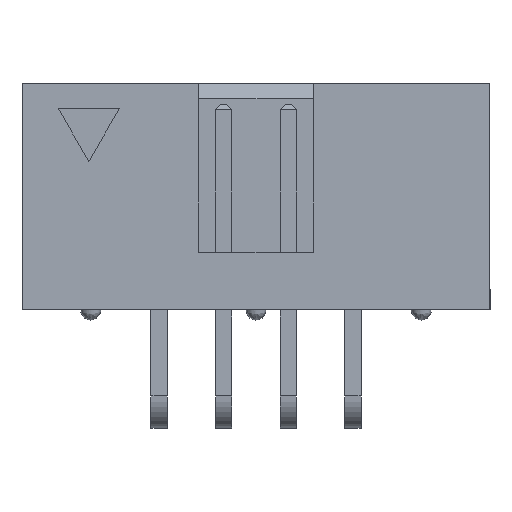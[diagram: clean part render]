
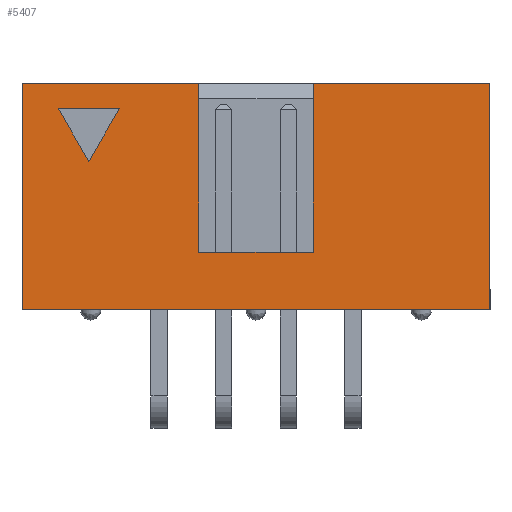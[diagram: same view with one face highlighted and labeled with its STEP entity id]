
A CAD part, front view. The second image highlights one B-rep face of the part: STEP entity #5407.
In plain terms, the highlighted planar face has unit normal (0, -1, 0).
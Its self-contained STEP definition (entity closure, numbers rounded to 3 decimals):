
#76 = CARTESIAN_POINT ( 'NONE',  ( -3.81, -2.93, 6.63 ) ) ;
#346 = ORIENTED_EDGE ( 'NONE', *, *, #5047, .F. ) ;
#353 = PLANE ( 'NONE',  #8298 ) ;
#381 = VERTEX_POINT ( 'NONE', #6707 ) ;
#390 = LINE ( 'NONE', #5799, #5337 ) ;
#448 = VERTEX_POINT ( 'NONE', #7001 ) ;
#482 = ORIENTED_EDGE ( 'NONE', *, *, #5761, .T. ) ;
#511 = EDGE_CURVE ( 'NONE', #5145, #915, #4123, .T. ) ;
#662 = VERTEX_POINT ( 'NONE', #3619 ) ;
#915 = VERTEX_POINT ( 'NONE', #5864 ) ;
#1062 = LINE ( 'NONE', #76, #9741 ) ;
#1099 = FACE_BOUND ( 'NONE', #2103, .T. ) ;
#1105 = ORIENTED_EDGE ( 'NONE', *, *, #3858, .T. ) ;
#1337 = LINE ( 'NONE', #2930, #2989 ) ;
#1354 = DIRECTION ( 'NONE',  ( 0., 0., -1. ) ) ;
#1492 = DIRECTION ( 'NONE',  ( 0., 0., -1. ) ) ;
#1592 = VECTOR ( 'NONE', #8875, 1000. ) ;
#1602 = VECTOR ( 'NONE', #1773, 1000. ) ;
#1614 = DIRECTION ( 'NONE',  ( 1., 0., 0. ) ) ;
#1773 = DIRECTION ( 'NONE',  ( 0., 0., -1. ) ) ;
#2058 = ORIENTED_EDGE ( 'NONE', *, *, #3130, .T. ) ;
#2103 = EDGE_LOOP ( 'NONE', ( #8957, #5935, #2058 ) ) ;
#2119 = VECTOR ( 'NONE', #5141, 1000. ) ;
#2209 = EDGE_LOOP ( 'NONE', ( #482, #4490, #1105, #2749, #9944, #3198, #6807, #346 ) ) ;
#2692 = DIRECTION ( 'NONE',  ( 1., 0., 0. ) ) ;
#2749 = ORIENTED_EDGE ( 'NONE', *, *, #511, .F. ) ;
#2827 = VERTEX_POINT ( 'NONE', #7871 ) ;
#2930 = CARTESIAN_POINT ( 'NONE',  ( -1.56, -2.93, -2.27 ) ) ;
#2989 = VECTOR ( 'NONE', #1492, 1000. ) ;
#3033 = CARTESIAN_POINT ( 'NONE',  ( 5.39, -2.93, 5.646 ) ) ;
#3130 = EDGE_CURVE ( 'NONE', #7098, #2827, #9282, .T. ) ;
#3174 = LINE ( 'NONE', #8680, #1602 ) ;
#3198 = ORIENTED_EDGE ( 'NONE', *, *, #6832, .T. ) ;
#3221 = EDGE_CURVE ( 'NONE', #3453, #8199, #8828, .T. ) ;
#3393 = DIRECTION ( 'NONE',  ( 0., 0., 1. ) ) ;
#3453 = VERTEX_POINT ( 'NONE', #5857 ) ;
#3619 = CARTESIAN_POINT ( 'NONE',  ( 5.39, -2.93, -2.27 ) ) ;
#3643 = CARTESIAN_POINT ( 'NONE',  ( -9.182, -2.93, 5.646 ) ) ;
#3858 = EDGE_CURVE ( 'NONE', #8199, #915, #390, .T. ) ;
#3908 = CARTESIAN_POINT ( 'NONE',  ( -10.382, -2.93, 3.567 ) ) ;
#4041 = EDGE_CURVE ( 'NONE', #381, #662, #3174, .T. ) ;
#4123 = LINE ( 'NONE', #5006, #8000 ) ;
#4263 = VECTOR ( 'NONE', #9151, 1000. ) ;
#4490 = ORIENTED_EDGE ( 'NONE', *, *, #3221, .T. ) ;
#4571 = VECTOR ( 'NONE', #3393, 1000. ) ;
#4851 = LINE ( 'NONE', #5814, #4571 ) ;
#5006 = CARTESIAN_POINT ( 'NONE',  ( -3.81, -2.93, 6.63 ) ) ;
#5047 = EDGE_CURVE ( 'NONE', #5924, #381, #1062, .T. ) ;
#5106 = DIRECTION ( 'NONE',  ( 1., 0., 0. ) ) ;
#5141 = DIRECTION ( 'NONE',  ( -0.5, 0., -0.866 ) ) ;
#5145 = VERTEX_POINT ( 'NONE', #7440 ) ;
#5337 = VECTOR ( 'NONE', #8897, 1000. ) ;
#5407 = ADVANCED_FACE ( 'NONE', ( #1099, #7271 ), #353, .T. ) ;
#5761 = EDGE_CURVE ( 'NONE', #5924, #3453, #1337, .T. ) ;
#5783 = EDGE_CURVE ( 'NONE', #2827, #448, #5964, .T. ) ;
#5799 = CARTESIAN_POINT ( 'NONE',  ( -6.06, -2.93, -2.27 ) ) ;
#5814 = CARTESIAN_POINT ( 'NONE',  ( -13.01, -2.93, -2.27 ) ) ;
#5829 = CARTESIAN_POINT ( 'NONE',  ( -10.382, -2.93, 3.567 ) ) ;
#5857 = CARTESIAN_POINT ( 'NONE',  ( -1.56, -2.93, 0. ) ) ;
#5864 = CARTESIAN_POINT ( 'NONE',  ( -6.06, -2.93, 6.63 ) ) ;
#5924 = VERTEX_POINT ( 'NONE', #6170 ) ;
#5935 = ORIENTED_EDGE ( 'NONE', *, *, #8876, .T. ) ;
#5964 = LINE ( 'NONE', #3033, #4263 ) ;
#6170 = CARTESIAN_POINT ( 'NONE',  ( -1.56, -2.93, 6.63 ) ) ;
#6707 = CARTESIAN_POINT ( 'NONE',  ( 5.39, -2.93, 6.63 ) ) ;
#6807 = ORIENTED_EDGE ( 'NONE', *, *, #4041, .F. ) ;
#6832 = EDGE_CURVE ( 'NONE', #9978, #662, #7336, .T. ) ;
#7001 = CARTESIAN_POINT ( 'NONE',  ( -9.182, -2.93, 5.646 ) ) ;
#7098 = VERTEX_POINT ( 'NONE', #5829 ) ;
#7271 = FACE_OUTER_BOUND ( 'NONE', #2209, .T. ) ;
#7285 = CARTESIAN_POINT ( 'NONE',  ( 5.39, -2.93, 0. ) ) ;
#7336 = LINE ( 'NONE', #8967, #9134 ) ;
#7440 = CARTESIAN_POINT ( 'NONE',  ( -13.01, -2.93, 6.63 ) ) ;
#7583 = VECTOR ( 'NONE', #9331, 1000. ) ;
#7637 = DIRECTION ( 'NONE',  ( 0., -1., 0. ) ) ;
#7871 = CARTESIAN_POINT ( 'NONE',  ( -11.582, -2.93, 5.646 ) ) ;
#7918 = CARTESIAN_POINT ( 'NONE',  ( -6.06, -2.93, 0. ) ) ;
#8000 = VECTOR ( 'NONE', #2692, 1000. ) ;
#8199 = VERTEX_POINT ( 'NONE', #7918 ) ;
#8298 = AXIS2_PLACEMENT_3D ( 'NONE', #9205, #7637, #1354 ) ;
#8389 = LINE ( 'NONE', #3643, #2119 ) ;
#8680 = CARTESIAN_POINT ( 'NONE',  ( 5.39, -2.93, -2.27 ) ) ;
#8828 = LINE ( 'NONE', #7285, #1592 ) ;
#8875 = DIRECTION ( 'NONE',  ( -1., 0., 0. ) ) ;
#8876 = EDGE_CURVE ( 'NONE', #448, #7098, #8389, .T. ) ;
#8897 = DIRECTION ( 'NONE',  ( 0., 0., 1. ) ) ;
#8912 = CARTESIAN_POINT ( 'NONE',  ( -13.01, -2.93, -2.27 ) ) ;
#8957 = ORIENTED_EDGE ( 'NONE', *, *, #5783, .T. ) ;
#8967 = CARTESIAN_POINT ( 'NONE',  ( -3.81, -2.93, -2.27 ) ) ;
#9134 = VECTOR ( 'NONE', #5106, 1000. ) ;
#9151 = DIRECTION ( 'NONE',  ( 1., 0., 0. ) ) ;
#9205 = CARTESIAN_POINT ( 'NONE',  ( 5.39, -2.93, -2.27 ) ) ;
#9282 = LINE ( 'NONE', #3908, #7583 ) ;
#9331 = DIRECTION ( 'NONE',  ( -0.5, 0., 0.866 ) ) ;
#9741 = VECTOR ( 'NONE', #1614, 1000. ) ;
#9944 = ORIENTED_EDGE ( 'NONE', *, *, #9965, .F. ) ;
#9965 = EDGE_CURVE ( 'NONE', #9978, #5145, #4851, .T. ) ;
#9978 = VERTEX_POINT ( 'NONE', #8912 ) ;
